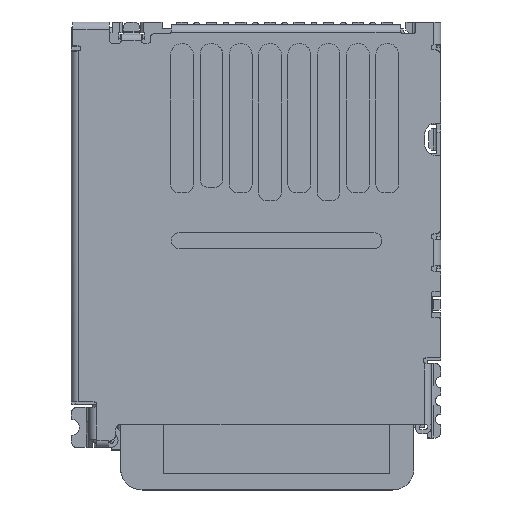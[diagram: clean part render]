
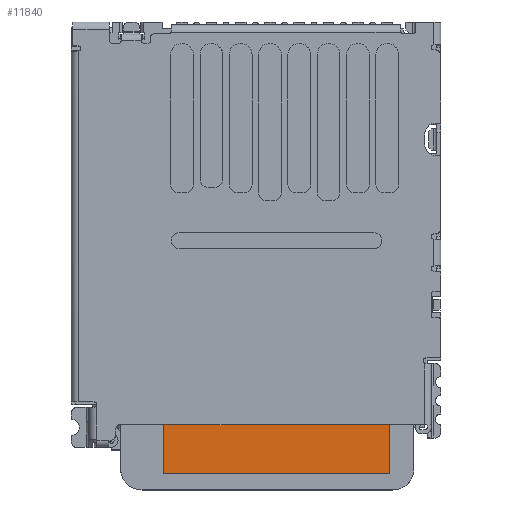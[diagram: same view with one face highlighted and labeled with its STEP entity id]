
A CAD part, top view. The second image highlights one B-rep face of the part: STEP entity #11840.
In plain terms, the highlighted free-form (B-spline) face has degree [1, 1] with [2, 2] control points.
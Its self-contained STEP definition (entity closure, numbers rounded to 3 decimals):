
#10670=CARTESIAN_POINT('',(219.69,124.613,0.83))
;
#10680=VERTEX_POINT('V3119',#10670);
#10710=CARTESIAN_POINT('',(228.19,124.613,0.83))
;
#10720=CARTESIAN_POINT('',(219.69,124.613,0.83))
;
#10730=B_SPLINE_CURVE_WITH_KNOTS('',1,(#10710,#10720),.UNSPECIFIED.,.F.,
.F.,(2,2),(0.,56.667),.UNSPECIFIED.);
#10740=CARTESIAN_POINT('',(228.19,124.613,0.83))
;
#10750=VERTEX_POINT('V3118',#10740);
#10760=EDGE_CURVE('E4783',#10750,#10680,#10730,.T.);
#10950=CARTESIAN_POINT('',(219.69,118.413,0.83))
;
#10960=VERTEX_POINT('V3120',#10950);
#10990=CARTESIAN_POINT('',(219.69,124.613,0.83))
;
#11000=CARTESIAN_POINT('',(219.69,118.413,0.83))
;
#11010=B_SPLINE_CURVE_WITH_KNOTS('',1,(#10990,#11000),.UNSPECIFIED.,.F.,
.F.,(2,2),(0.,41.333),.UNSPECIFIED.);
#11020=EDGE_CURVE('E4785',#10680,#10960,#11010,.T.);
#11430=CARTESIAN_POINT('',(228.19,118.413,0.83))
;
#11440=VERTEX_POINT('V3121',#11430);
#11470=CARTESIAN_POINT('',(219.69,118.413,0.83))
;
#11480=CARTESIAN_POINT('',(228.19,118.413,0.83))
;
#11490=B_SPLINE_CURVE_WITH_KNOTS('',1,(#11470,#11480),.UNSPECIFIED.,.F.,
.F.,(2,2),(0.,56.667),.UNSPECIFIED.);
#11500=EDGE_CURVE('E4787',#10960,#11440,#11490,.T.);
#11690=CARTESIAN_POINT('',(219.265,124.923,0.83))
;
#11700=CARTESIAN_POINT('',(228.615,124.923,0.83))
;
#11710=CARTESIAN_POINT('',(219.265,118.103,0.83))
;
#11720=CARTESIAN_POINT('',(228.615,118.103,0.83))
;
#11730=B_SPLINE_SURFACE_WITH_KNOTS('',1,1,((#11690,#11710),(#11700,
#11720)),.UNSPECIFIED.,.F.,.F.,.F.,(2,2),(2,2),(0.,1.),(0.,1.),
.UNSPECIFIED.);
#11740=ORIENTED_EDGE('',*,*,#11500,.F.);
#11750=CARTESIAN_POINT('',(228.19,118.413,0.83))
;
#11760=CARTESIAN_POINT('',(228.19,124.613,0.83))
;
#11770=B_SPLINE_CURVE_WITH_KNOTS('',1,(#11750,#11760),.UNSPECIFIED.,.F.,
.F.,(2,2),(0.,41.333),.UNSPECIFIED.);
#11780=EDGE_CURVE('E4786',#11440,#10750,#11770,.T.);
#11790=ORIENTED_EDGE('',*,*,#11780,.F.);
#11800=ORIENTED_EDGE('',*,*,#10760,.F.);
#11810=ORIENTED_EDGE('',*,*,#11020,.F.);
#11820=EDGE_LOOP('',(#11810,#11800,#11790,#11740));
#11830=FACE_OUTER_BOUND('',#11820,.T.);
#11840=ADVANCED_FACE('F1626',(#11830),#11730,.T.);
